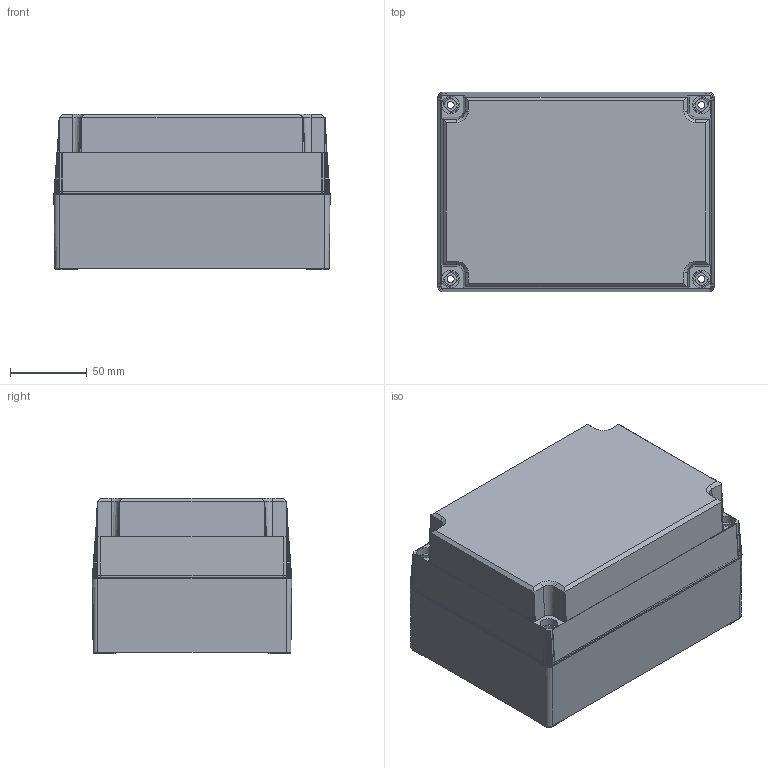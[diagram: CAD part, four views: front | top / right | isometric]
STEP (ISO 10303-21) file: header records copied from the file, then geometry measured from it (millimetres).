
FILE_DESCRIPTION (( 'STEP AP214' ), '1' );
FILE_NAME ('ULPCM20088XT.STEP', '2025-10-09T10:05:27', ( '' ), ( '' ), 'SwSTEP 2.0', 'SolidWorks 2024', '' );
FILE_SCHEMA (( 'AUTOMOTIVE_DESIGN' ));
Length unit declared in the file: millimetre
Products named in the file (1): ULPCM20088XT
Bounding box: 180.18 x 130.18 x 101.6 mm (x, y, z)
Volume: 326686.6 mm3; surface area: 217659.7 mm2
Topology: 2 solids, 2 shells, 1665 faces, 4489 edges, 2878 vertices
Faces by surface type: plane 1517, cone 76, cylinder 60, bspline 12
Full cylindrical faces by diameter (mm): 4.5 x4, 8 x4, 11.595 x4
Entity records: 50929 total; most frequent: CARTESIAN_POINT 9423, ORIENTED_EDGE 8906, DIRECTION 7931, EDGE_CURVE 4453, LINE 4103, VECTOR 4103, VERTEX_POINT 2878, AXIS2_PLACEMENT_3D 1914
